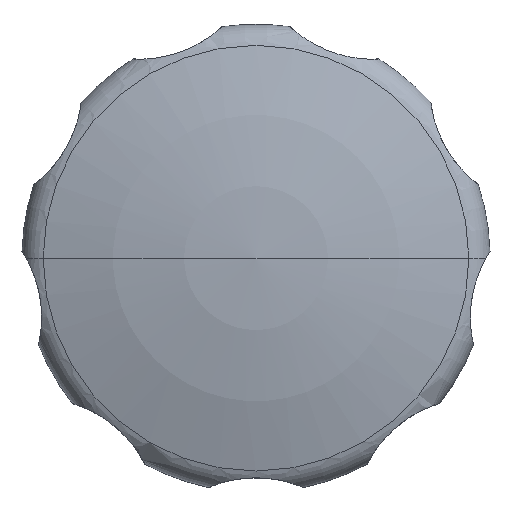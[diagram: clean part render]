
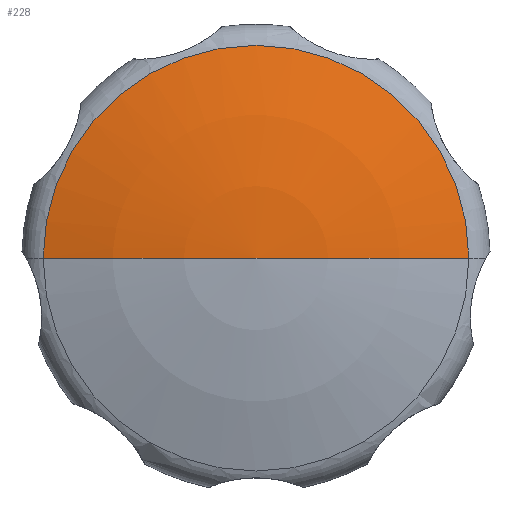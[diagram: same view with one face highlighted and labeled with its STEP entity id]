
A CAD part, top view. The second image highlights one B-rep face of the part: STEP entity #228.
In plain terms, the highlighted spherical face has radius 95.351 mm.
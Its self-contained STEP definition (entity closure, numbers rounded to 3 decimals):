
#228=ADVANCED_FACE('',(#629),#630,.T.);
#260=EDGE_CURVE('',#588,#570,#665,.T.);
#534=EDGE_CURVE('',#570,#576,#967,.T.);
#570=VERTEX_POINT('',#1006);
#576=VERTEX_POINT('',#1012);
#588=VERTEX_POINT('',#1026);
#594=EDGE_CURVE('',#576,#588,#1032,.T.);
#629=FACE_OUTER_BOUND('',#1087,.T.);
#630=SPHERICAL_SURFACE('',#1088,95.351);
#665=CIRCLE('',#1165,95.351);
#967=CIRCLE('',#2029,28.182);
#1006=CARTESIAN_POINT('',(28.182,0.,78.74));
#1012=CARTESIAN_POINT('',(-28.182,0.,78.74));
#1026=CARTESIAN_POINT('',(0.,0.,83.0));
#1032=CIRCLE('',#2127,95.351);
#1087=EDGE_LOOP('',(#2149,#2150,#2151));
#1088=AXIS2_PLACEMENT_3D('',#2152,#2153,#2154);
#1165=AXIS2_PLACEMENT_3D('',#2208,#2209,#2210);
#2029=AXIS2_PLACEMENT_3D('',#2571,#2572,#2573);
#2127=AXIS2_PLACEMENT_3D('',#2620,#2621,#2622);
#2149=ORIENTED_EDGE('',*,*,#594,.T.);
#2150=ORIENTED_EDGE('',*,*,#260,.T.);
#2151=ORIENTED_EDGE('',*,*,#534,.T.);
#2152=CARTESIAN_POINT('',(0.,0.,-12.351));
#2153=DIRECTION('',(0.,0.,1.0));
#2154=DIRECTION('',(-1.0,0.,0.0));
#2208=CARTESIAN_POINT('',(0.,0.,-12.351));
#2209=DIRECTION('',(0.,1.0,0.));
#2210=DIRECTION('',(0.0,0.,-1.0));
#2571=CARTESIAN_POINT('',(0.,0.,78.74));
#2572=DIRECTION('',(0.,0.,1.0));
#2573=DIRECTION('',(-1.0,0.,0.));
#2620=CARTESIAN_POINT('',(0.,0.,-12.351));
#2621=DIRECTION('',(0.,1.0,0.));
#2622=DIRECTION('',(0.0,0.,-1.0));
